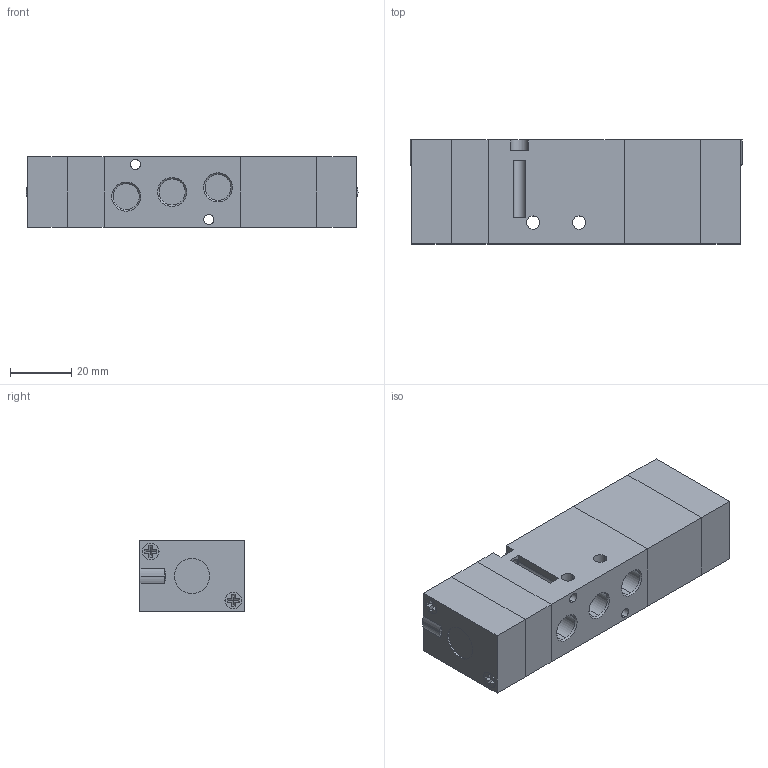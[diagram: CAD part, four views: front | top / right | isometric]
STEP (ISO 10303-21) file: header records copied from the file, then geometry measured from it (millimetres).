
FILE_DESCRIPTION (( 'STEP AP203' ), '1' );
FILE_NAME ('SFP3503.STEP', '2016-01-13T02:36:02', ( 'yrd8' ), ( 'Hewlett-Packard Company' ), 'SwSTEP 2.0', 'SolidWorks 2008', '' );
FILE_SCHEMA (( 'CONFIG_CONTROL_DESIGN' ));
Length unit declared in the file: millimetre
Products named in the file (5): SFP3503; SFP3000 BODY_ル遽; SFP3000 BLOCK_ル遽; SFP3000 Semi Pilot_ル遽; SFP3000 SEMY_ル遽
Assembly tree (5 placements, depth 2):
  SFP3503
    SFP3000 BLOCK_ル遽
    SFP3000 Semi Pilot_ル遽  x2
    SFP3000 BODY_ル遽
    SFP3000 SEMY_ル遽
Bounding box: 108.5 x 34 x 23 mm (x, y, z)
Volume: 78985.8 mm3; surface area: 23097 mm2
Topology: 5 solids, 5 shells, 185 faces, 446 edges, 290 vertices
Faces by surface type: plane 113, cylinder 56, cone 14, torus 2
Entity records: 4333 total; most frequent: DIRECTION 682, CARTESIAN_POINT 649, ORIENTED_EDGE 618, EDGE_CURVE 309, AXIS2_PLACEMENT_3D 235, VECTOR 212, LINE 212, VERTEX_POINT 202
